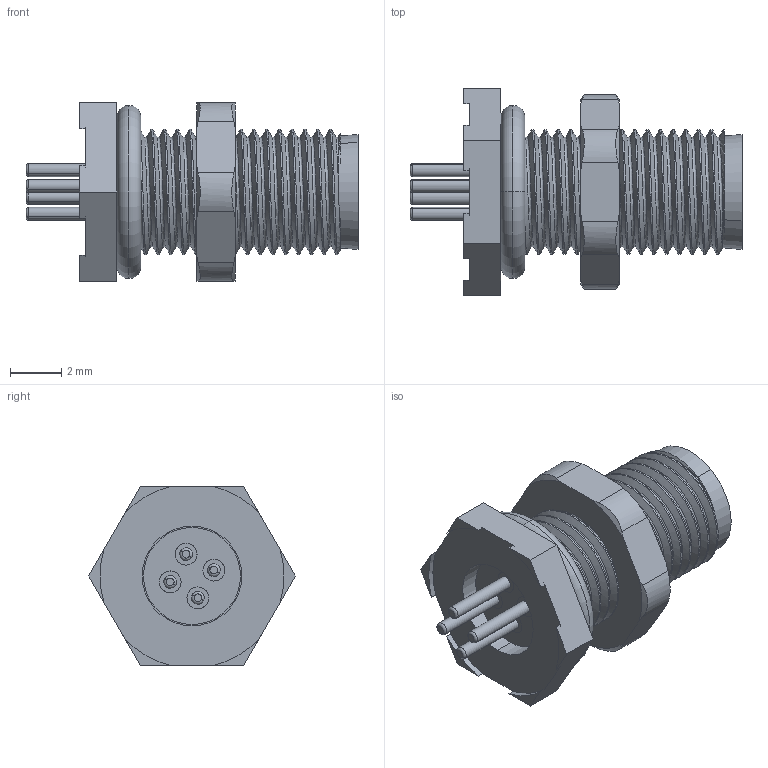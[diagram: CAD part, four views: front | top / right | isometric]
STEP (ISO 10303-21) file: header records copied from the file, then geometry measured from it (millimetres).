
FILE_DESCRIPTION (( 'STEP AP203' ), '1' );
FILE_NAME ('54-00097.STEP', '2021-03-29T18:34:47', ( '' ), ( '' ), 'SwSTEP 2.0', 'SolidWorks 2021', '' );
FILE_SCHEMA (( 'CONFIG_CONTROL_DESIGN' ));
Length unit declared in the file: millimetre
Products named in the file (7): M5_male pin_PCB; M5F4P_PCB_short; 54-00097; M5_oring_large; M5nut; M5M4P_short; M5Male_panel mount threads
Assembly tree (9 placements, depth 3):
  54-00097
    M5Male_panel mount threads
    M5nut
    M5_oring_large
    M5F4P_PCB_short
      M5M4P_short
      M5_male pin_PCB  x4
Bounding box: 13 x 8.08 x 7 mm (x, y, z)
Volume: 212.3 mm3; surface area: 944.2 mm2
Topology: 8 solids, 8 shells, 251 faces, 606 edges, 394 vertices
Faces by surface type: cylinder 143, plane 64, cone 18, torus 12, sphere 8, bspline 6
Entity records: 10004 total; most frequent: CARTESIAN_POINT 5150, ORIENTED_EDGE 892, DIRECTION 813, EDGE_CURVE 446, AXIS2_PLACEMENT_3D 324, VERTEX_POINT 293, EDGE_LOOP 203, ADVANCED_FACE 176
